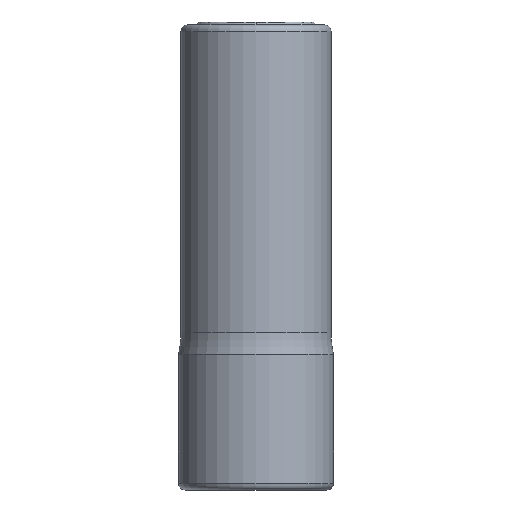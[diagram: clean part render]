
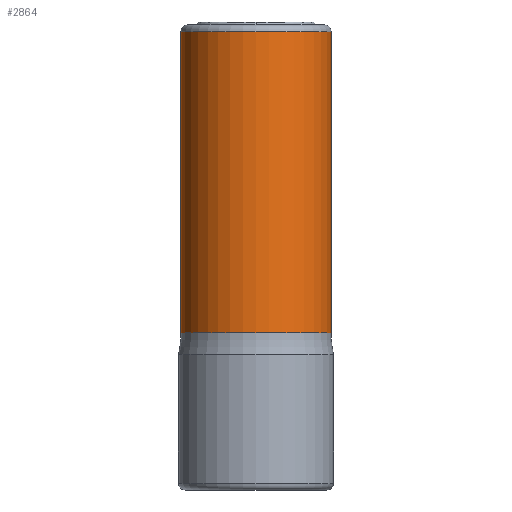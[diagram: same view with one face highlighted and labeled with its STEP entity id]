
A CAD part, front view. The second image highlights one B-rep face of the part: STEP entity #2864.
In plain terms, the highlighted cylindrical face has radius 7.75 mm (diameter 15.5 mm), a partial arc.
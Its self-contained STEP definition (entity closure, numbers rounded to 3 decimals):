
#2370=DIRECTION('',(0.,0.,1.));
#2371=VECTOR('',#2370,31.078);
#2372=CARTESIAN_POINT('',(-7.75,0.,15.922));
#2373=LINE('',#2372,#2371);
#2377=CARTESIAN_POINT('',(0.,0.,47.));
#2378=DIRECTION('',(0.,0.,1.));
#2379=DIRECTION('',(1.,0.,0.));
#2380=AXIS2_PLACEMENT_3D('',#2377,#2378,#2379);
#2385=CARTESIAN_POINT('',(0.,0.,15.922));
#2386=DIRECTION('',(0.,0.,1.));
#2387=DIRECTION('',(1.,0.,0.));
#2388=AXIS2_PLACEMENT_3D('',#2385,#2386,#2387);
#2393=DIRECTION('',(0.,0.,1.));
#2394=VECTOR('',#2393,31.078);
#2395=CARTESIAN_POINT('',(7.75,0.,15.922));
#2396=LINE('',#2395,#2394);
#2522=CARTESIAN_POINT('',(-7.75,0.,15.922));
#2523=CARTESIAN_POINT('',(7.75,0.,15.922));
#2524=VERTEX_POINT('',#2522);
#2525=VERTEX_POINT('',#2523);
#2546=CARTESIAN_POINT('',(7.75,0.,47.));
#2547=CARTESIAN_POINT('',(-7.75,0.,47.));
#2548=VERTEX_POINT('',#2546);
#2549=VERTEX_POINT('',#2547);
#2852=CARTESIAN_POINT('',(0.,0.,13.7));
#2853=DIRECTION('',(0.,0.,1.));
#2854=DIRECTION('',(1.,0.,0.));
#2855=AXIS2_PLACEMENT_3D('',#2852,#2853,#2854);
#2856=CYLINDRICAL_SURFACE('',#2855,7.75);
#2857=ORIENTED_EDGE('',*,*,#2817,.T.);
#2858=ORIENTED_EDGE('',*,*,#2847,.F.);
#2860=ORIENTED_EDGE('',*,*,#2859,.F.);
#2861=ORIENTED_EDGE('',*,*,#2843,.T.);
#2862=EDGE_LOOP('',(#2857,#2858,#2860,#2861));
#2863=FACE_OUTER_BOUND('',#2862,.F.);
#2864=ADVANCED_FACE('',(#2863),#2856,.T.);
#2381=CIRCLE('',#2380,7.75);
#2389=CIRCLE('',#2388,7.75);
#2817=EDGE_CURVE('',#2548,#2549,#2381,.T.);
#2843=EDGE_CURVE('',#2525,#2548,#2396,.T.);
#2847=EDGE_CURVE('',#2524,#2549,#2373,.T.);
#2859=EDGE_CURVE('',#2525,#2524,#2389,.T.);
